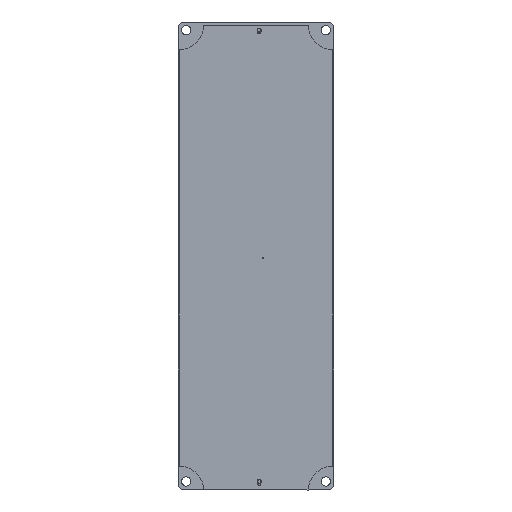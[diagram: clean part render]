
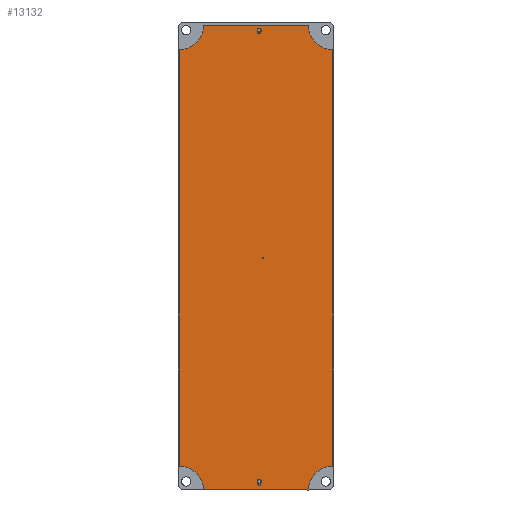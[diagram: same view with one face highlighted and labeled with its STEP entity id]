
A CAD part, left-side view. The second image highlights one B-rep face of the part: STEP entity #13132.
In plain terms, the highlighted planar face has unit normal (-1, 0, 0).
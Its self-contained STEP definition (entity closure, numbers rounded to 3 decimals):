
#490 = EDGE_CURVE ( 'NONE', #29938, #40206, #21180, .T. ) ;
#1046 = CARTESIAN_POINT ( 'NONE',  ( -3.683, -31.75, -88.416 ) ) ;
#1324 = DIRECTION ( 'NONE',  ( -1., 0., 0. ) ) ;
#1530 = AXIS2_PLACEMENT_3D ( 'NONE', #50724, #1324, #10822 ) ;
#1991 = ORIENTED_EDGE ( 'NONE', *, *, #12262, .F. ) ;
#2513 = EDGE_CURVE ( 'NONE', #29938, #45310, #23409, .T. ) ;
#2902 = CIRCLE ( 'NONE', #11647, 0.254 ) ;
#2910 = EDGE_LOOP ( 'NONE', ( #60594, #19774, #26975, #22154, #16847, #63172, #48253, #32926 ) ) ;
#3564 = CARTESIAN_POINT ( 'NONE',  ( -3.683, -30.429, -3.834 ) ) ;
#3703 = DIRECTION ( 'NONE',  ( 0., -1., 0. ) ) ;
#3737 = FACE_OUTER_BOUND ( 'NONE', #2910, .T. ) ;
#4037 = VECTOR ( 'NONE', #39242, 1000. ) ;
#4586 = CIRCLE ( 'NONE', #62538, 0.635 ) ;
#4701 = DIRECTION ( 'NONE',  ( 0., -1., 0. ) ) ;
#5196 = AXIS2_PLACEMENT_3D ( 'NONE', #7842, #52106, #57055 ) ;
#5426 = EDGE_CURVE ( 'NONE', #8964, #23248, #4586, .T. ) ;
#6026 = CIRCLE ( 'NONE', #5196, 0.635 ) ;
#6550 = CARTESIAN_POINT ( 'NONE',  ( -3.683, -31.064, -3.834 ) ) ;
#6623 = EDGE_LOOP ( 'NONE', ( #21034, #48249 ) ) ;
#6767 = EDGE_CURVE ( 'NONE', #13719, #60070, #41605, .T. ) ;
#7178 = DIRECTION ( 'NONE',  ( 0., -1., 0. ) ) ;
#7842 = CARTESIAN_POINT ( 'NONE',  ( -3.683, -30.429, -3.834 ) ) ;
#8362 = CARTESIAN_POINT ( 'NONE',  ( -3.683, -29.794, -172.998 ) ) ;
#8581 = VERTEX_POINT ( 'NONE', #29372 ) ;
#8964 = VERTEX_POINT ( 'NONE', #38605 ) ;
#9114 = DIRECTION ( 'NONE',  ( -1., 0., 0. ) ) ;
#10822 = DIRECTION ( 'NONE',  ( 0., 1., 0. ) ) ;
#11647 = AXIS2_PLACEMENT_3D ( 'NONE', #30235, #20469, #25214 ) ;
#11944 = CIRCLE ( 'NONE', #43743, 8.89 ) ;
#12262 = EDGE_CURVE ( 'NONE', #45031, #8581, #26242, .T. ) ;
#13021 = DIRECTION ( 'NONE',  ( -1., 0., 0. ) ) ;
#13132 = ADVANCED_FACE ( 'NONE', ( #48698, #28536, #55664, #3737 ), #37083, .T. ) ;
#13719 = VERTEX_POINT ( 'NONE', #43513 ) ;
#13972 = CARTESIAN_POINT ( 'NONE',  ( -3.683, -48.895, -175.411 ) ) ;
#15934 = DIRECTION ( 'NONE',  ( 0., -1., 0. ) ) ;
#16628 = CARTESIAN_POINT ( 'NONE',  ( -3.683, -30.429, -172.998 ) ) ;
#16847 = ORIENTED_EDGE ( 'NONE', *, *, #490, .F. ) ;
#17796 = CARTESIAN_POINT ( 'NONE',  ( -3.683, -31.496, -88.416 ) ) ;
#18510 = DIRECTION ( 'NONE',  ( -1., 0., 0. ) ) ;
#19604 = ORIENTED_EDGE ( 'NONE', *, *, #46517, .F. ) ;
#19774 = ORIENTED_EDGE ( 'NONE', *, *, #6767, .T. ) ;
#20469 = DIRECTION ( 'NONE',  ( -1., 0., 0. ) ) ;
#20505 = DIRECTION ( 'NONE',  ( 0., -1., 0. ) ) ;
#21034 = ORIENTED_EDGE ( 'NONE', *, *, #5426, .F. ) ;
#21111 = CARTESIAN_POINT ( 'NONE',  ( -3.683, -57.785, -10.311 ) ) ;
#21180 = CIRCLE ( 'NONE', #64070, 8.89 ) ;
#21498 = CARTESIAN_POINT ( 'NONE',  ( -3.683, -0.635, -175.411 ) ) ;
#22154 = ORIENTED_EDGE ( 'NONE', *, *, #41090, .T. ) ;
#22560 = CARTESIAN_POINT ( 'NONE',  ( -3.683, -29.21, -88.416 ) ) ;
#22720 = VERTEX_POINT ( 'NONE', #6550 ) ;
#22769 = CIRCLE ( 'NONE', #1530, 8.89 ) ;
#23248 = VERTEX_POINT ( 'NONE', #8362 ) ;
#23409 = LINE ( 'NONE', #43992, #4037 ) ;
#24135 = CARTESIAN_POINT ( 'NONE',  ( -3.683, -0.635, -1.421 ) ) ;
#24284 = CARTESIAN_POINT ( 'NONE',  ( -3.683, -57.785, -1.421 ) ) ;
#24407 = EDGE_CURVE ( 'NONE', #8581, #45031, #2902, .T. ) ;
#24807 = CARTESIAN_POINT ( 'NONE',  ( -3.683, -30.429, -172.998 ) ) ;
#25214 = DIRECTION ( 'NONE',  ( 0., -1., 0. ) ) ;
#25872 = CARTESIAN_POINT ( 'NONE',  ( -3.683, -0.635, -1.421 ) ) ;
#26142 = DIRECTION ( 'NONE',  ( 0., -1., 0. ) ) ;
#26242 = CIRCLE ( 'NONE', #62606, 0.254 ) ;
#26311 = DIRECTION ( 'NONE',  ( -1., 0., 0. ) ) ;
#26642 = EDGE_CURVE ( 'NONE', #13719, #45836, #11944, .T. ) ;
#26882 = DIRECTION ( 'NONE',  ( -1., 0., 0. ) ) ;
#26975 = ORIENTED_EDGE ( 'NONE', *, *, #39696, .F. ) ;
#28457 = CARTESIAN_POINT ( 'NONE',  ( -3.683, -57.785, -166.521 ) ) ;
#28494 = EDGE_CURVE ( 'NONE', #49832, #22720, #6026, .T. ) ;
#28536 = FACE_BOUND ( 'NONE', #44500, .T. ) ;
#29372 = CARTESIAN_POINT ( 'NONE',  ( -3.683, -32.004, -88.416 ) ) ;
#29624 = DIRECTION ( 'NONE',  ( -1., 0., 0. ) ) ;
#29691 = VECTOR ( 'NONE', #59597, 1000. ) ;
#29895 = LINE ( 'NONE', #24135, #36845 ) ;
#29938 = VERTEX_POINT ( 'NONE', #57701 ) ;
#30235 = CARTESIAN_POINT ( 'NONE',  ( -3.683, -31.75, -88.416 ) ) ;
#30423 = LINE ( 'NONE', #24284, #29691 ) ;
#30457 = VERTEX_POINT ( 'NONE', #45415 ) ;
#32926 = ORIENTED_EDGE ( 'NONE', *, *, #54184, .T. ) ;
#33054 = EDGE_CURVE ( 'NONE', #23248, #8964, #53839, .T. ) ;
#34923 = ORIENTED_EDGE ( 'NONE', *, *, #28494, .F. ) ;
#35103 = CARTESIAN_POINT ( 'NONE',  ( -3.683, -9.525, -1.421 ) ) ;
#35655 = DIRECTION ( 'NONE',  ( -1., 0., 0. ) ) ;
#36022 = ORIENTED_EDGE ( 'NONE', *, *, #24407, .F. ) ;
#36845 = VECTOR ( 'NONE', #49090, 1000. ) ;
#37083 = PLANE ( 'NONE',  #58071 ) ;
#37826 = CIRCLE ( 'NONE', #58863, 0.635 ) ;
#38510 = VERTEX_POINT ( 'NONE', #28457 ) ;
#38605 = CARTESIAN_POINT ( 'NONE',  ( -3.683, -31.064, -172.998 ) ) ;
#39242 = DIRECTION ( 'NONE',  ( 0., 1., 0. ) ) ;
#39696 = EDGE_CURVE ( 'NONE', #38510, #60070, #22769, .T. ) ;
#40154 = CARTESIAN_POINT ( 'NONE',  ( -3.683, -0.635, -166.521 ) ) ;
#40206 = VERTEX_POINT ( 'NONE', #21111 ) ;
#41090 = EDGE_CURVE ( 'NONE', #38510, #40206, #30423, .T. ) ;
#41605 = LINE ( 'NONE', #42783, #61013 ) ;
#42479 = CIRCLE ( 'NONE', #59982, 8.89 ) ;
#42783 = CARTESIAN_POINT ( 'NONE',  ( -3.683, -57.785, -175.411 ) ) ;
#43513 = CARTESIAN_POINT ( 'NONE',  ( -3.683, -9.525, -175.411 ) ) ;
#43743 = AXIS2_PLACEMENT_3D ( 'NONE', #21498, #26882, #56832 ) ;
#43992 = CARTESIAN_POINT ( 'NONE',  ( -3.683, -57.785, -1.421 ) ) ;
#44500 = EDGE_LOOP ( 'NONE', ( #19604, #34923 ) ) ;
#45031 = VERTEX_POINT ( 'NONE', #17796 ) ;
#45310 = VERTEX_POINT ( 'NONE', #35103 ) ;
#45415 = CARTESIAN_POINT ( 'NONE',  ( -3.683, -0.635, -10.311 ) ) ;
#45836 = VERTEX_POINT ( 'NONE', #40154 ) ;
#46517 = EDGE_CURVE ( 'NONE', #22720, #49832, #37826, .T. ) ;
#48249 = ORIENTED_EDGE ( 'NONE', *, *, #33054, .F. ) ;
#48253 = ORIENTED_EDGE ( 'NONE', *, *, #63218, .F. ) ;
#48352 = CARTESIAN_POINT ( 'NONE',  ( -3.683, -57.785, -1.421 ) ) ;
#48427 = DIRECTION ( 'NONE',  ( 0., -1., 0. ) ) ;
#48698 = FACE_BOUND ( 'NONE', #56048, .T. ) ;
#49090 = DIRECTION ( 'NONE',  ( 0., 0., -1. ) ) ;
#49832 = VERTEX_POINT ( 'NONE', #52140 ) ;
#50724 = CARTESIAN_POINT ( 'NONE',  ( -3.683, -57.785, -175.411 ) ) ;
#52106 = DIRECTION ( 'NONE',  ( -1., 0., 0. ) ) ;
#52140 = CARTESIAN_POINT ( 'NONE',  ( -3.683, -29.794, -3.834 ) ) ;
#53839 = CIRCLE ( 'NONE', #61854, 0.635 ) ;
#54184 = EDGE_CURVE ( 'NONE', #30457, #45836, #29895, .T. ) ;
#55664 = FACE_BOUND ( 'NONE', #6623, .T. ) ;
#56048 = EDGE_LOOP ( 'NONE', ( #36022, #1991 ) ) ;
#56832 = DIRECTION ( 'NONE',  ( 0., -1., 0. ) ) ;
#57055 = DIRECTION ( 'NONE',  ( 0., -1., 0. ) ) ;
#57701 = CARTESIAN_POINT ( 'NONE',  ( -3.683, -48.895, -1.421 ) ) ;
#58071 = AXIS2_PLACEMENT_3D ( 'NONE', #22560, #13021, #7178 ) ;
#58863 = AXIS2_PLACEMENT_3D ( 'NONE', #3564, #18510, #48427 ) ;
#59597 = DIRECTION ( 'NONE',  ( 0., 0., 1. ) ) ;
#59982 = AXIS2_PLACEMENT_3D ( 'NONE', #25872, #35655, #20505 ) ;
#60070 = VERTEX_POINT ( 'NONE', #13972 ) ;
#60594 = ORIENTED_EDGE ( 'NONE', *, *, #26642, .F. ) ;
#61013 = VECTOR ( 'NONE', #26142, 1000. ) ;
#61053 = DIRECTION ( 'NONE',  ( -1., 0., 0. ) ) ;
#61487 = DIRECTION ( 'NONE',  ( 0., -1., 0. ) ) ;
#61854 = AXIS2_PLACEMENT_3D ( 'NONE', #24807, #29624, #4701 ) ;
#62538 = AXIS2_PLACEMENT_3D ( 'NONE', #16628, #61053, #61487 ) ;
#62606 = AXIS2_PLACEMENT_3D ( 'NONE', #1046, #26311, #15934 ) ;
#63172 = ORIENTED_EDGE ( 'NONE', *, *, #2513, .T. ) ;
#63218 = EDGE_CURVE ( 'NONE', #30457, #45310, #42479, .T. ) ;
#64070 = AXIS2_PLACEMENT_3D ( 'NONE', #48352, #9114, #3703 ) ;
